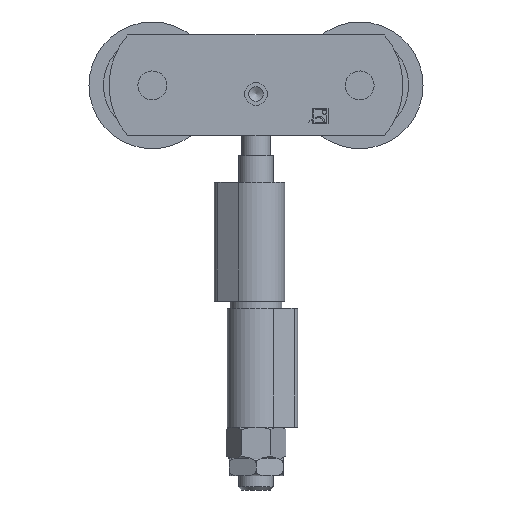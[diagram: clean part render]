
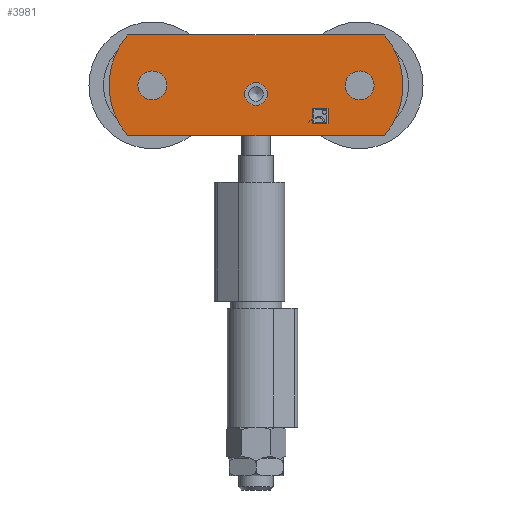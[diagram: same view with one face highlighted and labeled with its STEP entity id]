
A CAD part, front view. The second image highlights one B-rep face of the part: STEP entity #3981.
In plain terms, the highlighted face is planar.
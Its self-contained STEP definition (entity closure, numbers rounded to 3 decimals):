
#291=FACE_BOUND('',#702,.T.);
#292=FACE_BOUND('',#703,.T.);
#293=FACE_BOUND('',#704,.T.);
#294=FACE_BOUND('',#705,.T.);
#347=PLANE('',#4535);
#465=FACE_OUTER_BOUND('',#701,.T.);
#701=EDGE_LOOP('',(#2805,#2806,#2807,#2808));
#702=EDGE_LOOP('',(#2809));
#703=EDGE_LOOP('',(#2810));
#704=EDGE_LOOP('',(#2811));
#705=EDGE_LOOP('',(#2812,#2813,#2814,#2815,#2816,#2817,#2818));
#982=LINE('',#6440,#1252);
#986=LINE('',#6448,#1256);
#989=LINE('',#6454,#1259);
#994=LINE('',#6472,#1264);
#997=LINE('',#6477,#1267);
#999=LINE('',#6485,#1269);
#1000=LINE('',#6488,#1270);
#1252=VECTOR('',#5108,10.);
#1256=VECTOR('',#5114,10.);
#1259=VECTOR('',#5119,10.);
#1264=VECTOR('',#5138,10.);
#1267=VECTOR('',#5143,10.);
#1269=VECTOR('',#5151,10.);
#1270=VECTOR('',#5154,10.);
#1510=CIRCLE('',#4527,10.187);
#1512=CIRCLE('',#4530,7.745);
#1514=CIRCLE('',#4536,27.);
#1515=CIRCLE('',#4537,27.);
#1516=CIRCLE('',#4538,3.95);
#1517=CIRCLE('',#4539,3.95);
#1518=CIRCLE('',#4540,3.95);
#1777=VERTEX_POINT('',#6438);
#1778=VERTEX_POINT('',#6439);
#1781=VERTEX_POINT('',#6447);
#1783=VERTEX_POINT('',#6453);
#1785=VERTEX_POINT('',#6459);
#1787=VERTEX_POINT('',#6465);
#1789=VERTEX_POINT('',#6471);
#1791=VERTEX_POINT('',#6481);
#1792=VERTEX_POINT('',#6482);
#1793=VERTEX_POINT('',#6484);
#1794=VERTEX_POINT('',#6486);
#1795=VERTEX_POINT('',#6489);
#1796=VERTEX_POINT('',#6491);
#1797=VERTEX_POINT('',#6493);
#2163=EDGE_CURVE('',#1777,#1778,#982,.T.);
#2167=EDGE_CURVE('',#1781,#1777,#986,.T.);
#2170=EDGE_CURVE('',#1783,#1781,#989,.T.);
#2173=EDGE_CURVE('',#1785,#1783,#1510,.T.);
#2176=EDGE_CURVE('',#1787,#1785,#1512,.T.);
#2179=EDGE_CURVE('',#1789,#1787,#994,.T.);
#2182=EDGE_CURVE('',#1778,#1789,#997,.T.);
#2184=EDGE_CURVE('',#1791,#1792,#1514,.T.);
#2185=EDGE_CURVE('',#1793,#1791,#999,.T.);
#2186=EDGE_CURVE('',#1794,#1793,#1515,.T.);
#2187=EDGE_CURVE('',#1792,#1794,#1000,.T.);
#2188=EDGE_CURVE('',#1795,#1795,#1516,.T.);
#2189=EDGE_CURVE('',#1796,#1796,#1517,.T.);
#2190=EDGE_CURVE('',#1797,#1797,#1518,.T.);
#2805=ORIENTED_EDGE('',*,*,#2184,.F.);
#2806=ORIENTED_EDGE('',*,*,#2185,.F.);
#2807=ORIENTED_EDGE('',*,*,#2186,.F.);
#2808=ORIENTED_EDGE('',*,*,#2187,.F.);
#2809=ORIENTED_EDGE('',*,*,#2188,.T.);
#2810=ORIENTED_EDGE('',*,*,#2189,.T.);
#2811=ORIENTED_EDGE('',*,*,#2190,.T.);
#2812=ORIENTED_EDGE('',*,*,#2163,.T.);
#2813=ORIENTED_EDGE('',*,*,#2182,.T.);
#2814=ORIENTED_EDGE('',*,*,#2179,.T.);
#2815=ORIENTED_EDGE('',*,*,#2176,.T.);
#2816=ORIENTED_EDGE('',*,*,#2173,.T.);
#2817=ORIENTED_EDGE('',*,*,#2170,.T.);
#2818=ORIENTED_EDGE('',*,*,#2167,.T.);
#3981=ADVANCED_FACE('',(#465,#291,#292,#293,#294),#347,.F.);
#4527=AXIS2_PLACEMENT_3D('',#6460,#5124,#5125);
#4530=AXIS2_PLACEMENT_3D('',#6466,#5131,#5132);
#4535=AXIS2_PLACEMENT_3D('',#6480,#5147,#5148);
#4536=AXIS2_PLACEMENT_3D('',#6483,#5149,#5150);
#4537=AXIS2_PLACEMENT_3D('',#6487,#5152,#5153);
#4538=AXIS2_PLACEMENT_3D('',#6490,#5155,#5156);
#4539=AXIS2_PLACEMENT_3D('',#6492,#5157,#5158);
#4540=AXIS2_PLACEMENT_3D('',#6494,#5159,#5160);
#5108=DIRECTION('',(0.,-1.,0.));
#5114=DIRECTION('',(-1.,0.,0.));
#5119=DIRECTION('',(0.,1.,0.));
#5124=DIRECTION('center_axis',(0.,0.,1.));
#5125=DIRECTION('ref_axis',(0.451,0.893,0.));
#5131=DIRECTION('center_axis',(0.,0.,-1.));
#5132=DIRECTION('ref_axis',(-0.374,-0.927,0.));
#5138=DIRECTION('',(0.,1.,0.));
#5143=DIRECTION('',(1.,0.,0.));
#5147=DIRECTION('center_axis',(0.,0.,1.));
#5148=DIRECTION('ref_axis',(1.,0.,0.));
#5149=DIRECTION('center_axis',(0.,0.,1.));
#5150=DIRECTION('ref_axis',(-0.762,0.648,0.));
#5151=DIRECTION('',(-1.,0.,0.));
#5152=DIRECTION('center_axis',(0.,0.,1.));
#5153=DIRECTION('ref_axis',(0.762,-0.648,0.));
#5154=DIRECTION('',(1.,0.,0.));
#5155=DIRECTION('center_axis',(0.,0.,1.));
#5156=DIRECTION('ref_axis',(1.,0.,0.));
#5157=DIRECTION('center_axis',(0.,0.,1.));
#5158=DIRECTION('ref_axis',(1.,0.,0.));
#5159=DIRECTION('center_axis',(0.,0.,1.));
#5160=DIRECTION('ref_axis',(1.,0.,0.));
#6438=CARTESIAN_POINT('',(-43.116,2.879,0.));
#6439=CARTESIAN_POINT('',(-43.116,-2.371,0.));
#6440=CARTESIAN_POINT('',(-43.116,6.903,0.));
#6447=CARTESIAN_POINT('',(-37.866,2.879,0.));
#6448=CARTESIAN_POINT('',(-27.991,2.879,0.));
#6453=CARTESIAN_POINT('',(-37.866,-0.754,0.));
#6454=CARTESIAN_POINT('',(-37.866,5.087,0.));
#6459=CARTESIAN_POINT('',(-36.29,-1.84,0.));
#6460=CARTESIAN_POINT('Origin',(-42.832,-9.648,0.));
#6465=CARTESIAN_POINT('',(-37.866,-0.86,0.));
#6466=CARTESIAN_POINT('Origin',(-41.139,-7.879,0.));
#6471=CARTESIAN_POINT('',(-37.866,-2.371,0.));
#6472=CARTESIAN_POINT('',(-37.866,4.278,0.));
#6477=CARTESIAN_POINT('',(-30.616,-2.371,0.));
#6480=CARTESIAN_POINT('Origin',(-18.116,10.928,0.));
#6481=CARTESIAN_POINT('',(-62.676,28.428,0.));
#6482=CARTESIAN_POINT('',(-62.676,-6.572,0.));
#6483=CARTESIAN_POINT('Origin',(-42.116,10.928,0.));
#6484=CARTESIAN_POINT('',(26.445,28.428,0.));
#6485=CARTESIAN_POINT('',(26.445,28.428,0.));
#6486=CARTESIAN_POINT('',(26.445,-6.572,0.));
#6487=CARTESIAN_POINT('Origin',(5.884,10.928,0.));
#6488=CARTESIAN_POINT('',(-62.676,-6.572,0.));
#6489=CARTESIAN_POINT('',(-22.066,7.928,0.));
#6490=CARTESIAN_POINT('Origin',(-18.116,7.928,0.));
#6491=CARTESIAN_POINT('',(-58.066,10.928,0.));
#6492=CARTESIAN_POINT('Origin',(-54.116,10.928,0.));
#6493=CARTESIAN_POINT('',(13.934,10.928,0.));
#6494=CARTESIAN_POINT('Origin',(17.884,10.928,0.));
